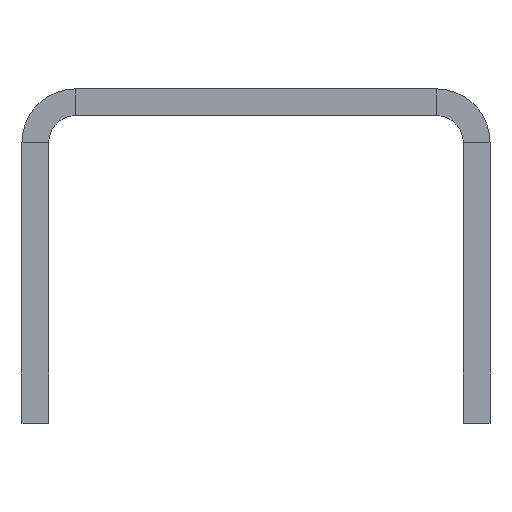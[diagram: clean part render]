
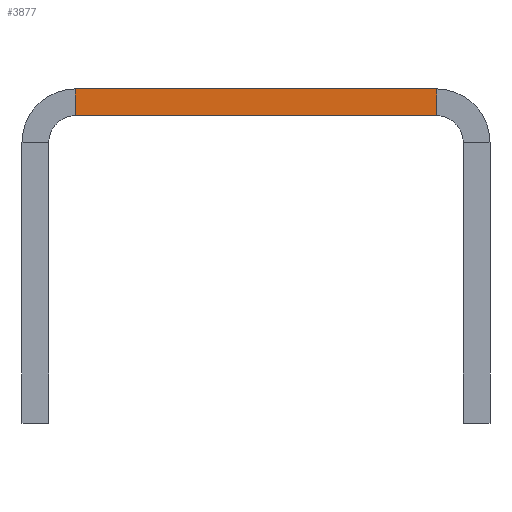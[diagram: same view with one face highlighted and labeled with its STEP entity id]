
A CAD part, front view. The second image highlights one B-rep face of the part: STEP entity #3877.
In plain terms, the highlighted planar face has unit normal (0, -1, 0).
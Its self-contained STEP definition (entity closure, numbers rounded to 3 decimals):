
#599=DIRECTION('',(0.,0.,-1.));
#600=VECTOR('',#599,4.);
#601=CARTESIAN_POINT('',(27.,-400.,25.));
#602=LINE('',#601,#600);
#603=DIRECTION('',(1.,0.,0.));
#604=VECTOR('',#603,54.);
#605=CARTESIAN_POINT('',(-27.,-400.,21.));
#606=LINE('',#605,#604);
#607=DIRECTION('',(1.,0.,0.));
#608=VECTOR('',#607,54.);
#609=CARTESIAN_POINT('',(-27.,-400.,25.));
#610=LINE('',#609,#608);
#989=DIRECTION('',(0.,0.,-1.));
#990=VECTOR('',#989,4.);
#991=CARTESIAN_POINT('',(-27.,-400.,25.));
#992=LINE('',#991,#990);
#2698=CARTESIAN_POINT('',(27.,-400.,25.));
#2700=VERTEX_POINT('',#2698);
#2710=CARTESIAN_POINT('',(-27.,-400.,25.));
#2712=VERTEX_POINT('',#2710);
#2714=CARTESIAN_POINT('',(27.,-400.,21.));
#2716=VERTEX_POINT('',#2714);
#2726=CARTESIAN_POINT('',(-27.,-400.,21.));
#2728=VERTEX_POINT('',#2726);
#3863=CARTESIAN_POINT('',(0.,-400.,23.));
#3864=DIRECTION('',(0.,-1.,0.));
#3865=DIRECTION('',(1.,0.,0.));
#3866=AXIS2_PLACEMENT_3D('',#3863,#3864,#3865);
#3867=PLANE('',#3866);
#3869=ORIENTED_EDGE('',*,*,#3868,.T.);
#3871=ORIENTED_EDGE('',*,*,#3870,.F.);
#3873=ORIENTED_EDGE('',*,*,#3872,.F.);
#3874=ORIENTED_EDGE('',*,*,#3694,.T.);
#3875=EDGE_LOOP('',(#3869,#3871,#3873,#3874));
#3876=FACE_OUTER_BOUND('',#3875,.F.);
#3877=ADVANCED_FACE('',(#3876),#3867,.T.);
#3694=EDGE_CURVE('',#2712,#2700,#610,.T.);
#3868=EDGE_CURVE('',#2700,#2716,#602,.T.);
#3870=EDGE_CURVE('',#2728,#2716,#606,.T.);
#3872=EDGE_CURVE('',#2712,#2728,#992,.T.);
